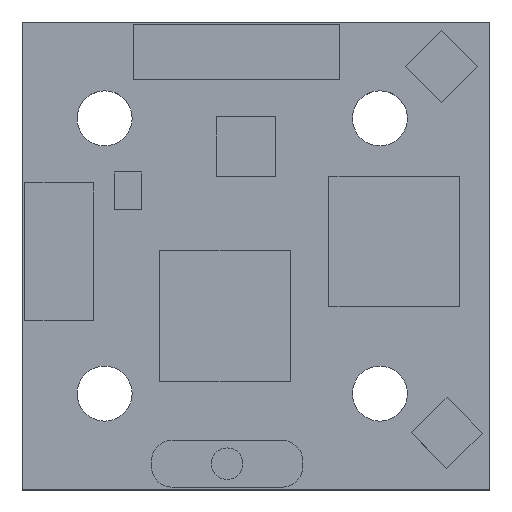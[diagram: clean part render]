
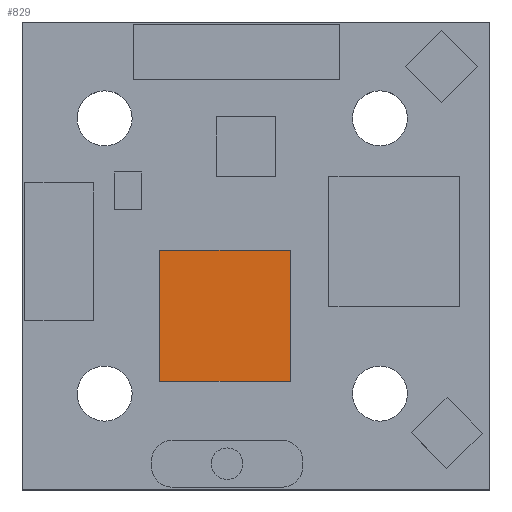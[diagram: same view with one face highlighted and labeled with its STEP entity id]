
A CAD part, top view. The second image highlights one B-rep face of the part: STEP entity #829.
In plain terms, the highlighted planar face has unit normal (0, 0, 1).
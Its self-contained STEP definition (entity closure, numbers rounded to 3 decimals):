
#829=ADVANCED_FACE('',(#1929),#1931,.T.);
#1929=FACE_BOUND('',#1930,.T.);
#1930=EDGE_LOOP('',(#2534,#2535,#2536,#2537));
#1931=PLANE('',#1932);
#1932=AXIS2_PLACEMENT_3D('',#1933,#1934,#1935);
#1933=CARTESIAN_POINT('',(0.,0.,1.));
#1934=DIRECTION('',(0.,0.,1.));
#1935=DIRECTION('',(1.,0.,0.));
#2534=ORIENTED_EDGE('',*,*,#2822,.T.);
#2535=ORIENTED_EDGE('',*,*,#2828,.T.);
#2536=ORIENTED_EDGE('',*,*,#2826,.T.);
#2537=ORIENTED_EDGE('',*,*,#2824,.T.);
#2822=EDGE_CURVE('',#3157,#3155,#3158,.T.);
#2824=EDGE_CURVE('',#3160,#3157,#3161,.T.);
#2826=EDGE_CURVE('',#3163,#3160,#3164,.T.);
#2828=EDGE_CURVE('',#3155,#3163,#3166,.T.);
#3155=VERTEX_POINT('',#3919);
#3157=VERTEX_POINT('',#3923);
#3158=LINE('',#3924,#3925);
#3160=VERTEX_POINT('',#3930);
#3161=LINE('',#3931,#3932);
#3163=VERTEX_POINT('',#3937);
#3164=LINE('',#3938,#3939);
#3166=LINE('',#3944,#3945);
#3919=CARTESIAN_POINT('',(-6.,0.4,1.));
#3923=CARTESIAN_POINT('',(3.5,0.4,1.));
#3924=CARTESIAN_POINT('',(3.5,0.4,1.));
#3925=VECTOR('',#3926,1.);
#3926=DIRECTION('',(-1.,0.,0.));
#3930=CARTESIAN_POINT('',(3.5,-9.1,1.));
#3931=CARTESIAN_POINT('',(3.5,-9.1,1.));
#3932=VECTOR('',#3933,1.);
#3933=DIRECTION('',(0.,1.,0.));
#3937=CARTESIAN_POINT('',(-6.,-9.1,1.));
#3938=CARTESIAN_POINT('',(-6.,-9.1,1.));
#3939=VECTOR('',#3940,1.);
#3940=DIRECTION('',(1.,0.,0.));
#3944=CARTESIAN_POINT('',(-6.,0.4,1.));
#3945=VECTOR('',#3946,1.);
#3946=DIRECTION('',(0.,-1.,0.));
